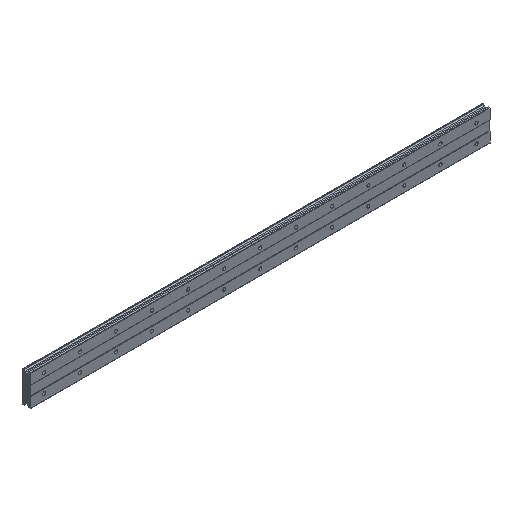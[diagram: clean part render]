
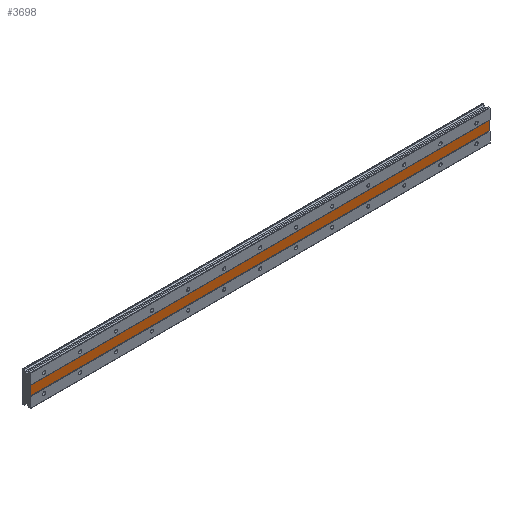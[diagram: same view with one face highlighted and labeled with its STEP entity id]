
A CAD part, isometric view. The second image highlights one B-rep face of the part: STEP entity #3698.
In plain terms, the highlighted planar face has unit normal (0, -1, 0).
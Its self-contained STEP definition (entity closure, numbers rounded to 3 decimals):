
#120 = VECTOR ( 'NONE', #257, 1000. ) ;
#190 = VERTEX_POINT ( 'NONE', #1131 ) ;
#257 = DIRECTION ( 'NONE',  ( -1., 0., 0. ) ) ;
#336 = LINE ( 'NONE', #3786, #120 ) ;
#377 = EDGE_CURVE ( 'NONE', #3444, #1653, #4562, .T. ) ;
#564 = CARTESIAN_POINT ( 'NONE',  ( -30., 1., 34.482 ) ) ;
#617 = ORIENTED_EDGE ( 'NONE', *, *, #377, .T. ) ;
#1022 = DIRECTION ( 'NONE',  ( 0., 0., 1. ) ) ;
#1131 = CARTESIAN_POINT ( 'NONE',  ( 990., 1., 10. ) ) ;
#1362 = CARTESIAN_POINT ( 'NONE',  ( -30., 1., -10. ) ) ;
#1511 = VECTOR ( 'NONE', #4195, 1000. ) ;
#1533 = CARTESIAN_POINT ( 'NONE',  ( 990., 1., 34.482 ) ) ;
#1622 = VECTOR ( 'NONE', #1866, 1000. ) ;
#1653 = VERTEX_POINT ( 'NONE', #1362 ) ;
#1754 = VERTEX_POINT ( 'NONE', #2678 ) ;
#1771 = EDGE_CURVE ( 'NONE', #1754, #1653, #336, .T. ) ;
#1772 = CARTESIAN_POINT ( 'NONE',  ( 990., 1., 10. ) ) ;
#1815 = LINE ( 'NONE', #3853, #1622 ) ;
#1866 = DIRECTION ( 'NONE',  ( -1., 0., 0. ) ) ;
#1914 = DIRECTION ( 'NONE',  ( 0., 0., -1. ) ) ;
#2472 = EDGE_CURVE ( 'NONE', #190, #1754, #3821, .T. ) ;
#2622 = PLANE ( 'NONE',  #3347 ) ;
#2678 = CARTESIAN_POINT ( 'NONE',  ( 990., 1., -10. ) ) ;
#2724 = ORIENTED_EDGE ( 'NONE', *, *, #4104, .T. ) ;
#2977 = FACE_OUTER_BOUND ( 'NONE', #4298, .T. ) ;
#3347 = AXIS2_PLACEMENT_3D ( 'NONE', #1772, #4877, #1022 ) ;
#3444 = VERTEX_POINT ( 'NONE', #3542 ) ;
#3542 = CARTESIAN_POINT ( 'NONE',  ( -30., 1., 10. ) ) ;
#3588 = VECTOR ( 'NONE', #1914, 1000. ) ;
#3698 = ADVANCED_FACE ( 'NONE', ( #2977 ), #2622, .F. ) ;
#3786 = CARTESIAN_POINT ( 'NONE',  ( 990., 1., -10. ) ) ;
#3821 = LINE ( 'NONE', #1533, #3588 ) ;
#3853 = CARTESIAN_POINT ( 'NONE',  ( 990., 1., 10. ) ) ;
#4104 = EDGE_CURVE ( 'NONE', #190, #3444, #1815, .T. ) ;
#4122 = ORIENTED_EDGE ( 'NONE', *, *, #1771, .F. ) ;
#4195 = DIRECTION ( 'NONE',  ( 0., 0., -1. ) ) ;
#4298 = EDGE_LOOP ( 'NONE', ( #4122, #4998, #2724, #617 ) ) ;
#4562 = LINE ( 'NONE', #564, #1511 ) ;
#4877 = DIRECTION ( 'NONE',  ( 0., 1., 0. ) ) ;
#4998 = ORIENTED_EDGE ( 'NONE', *, *, #2472, .F. ) ;
